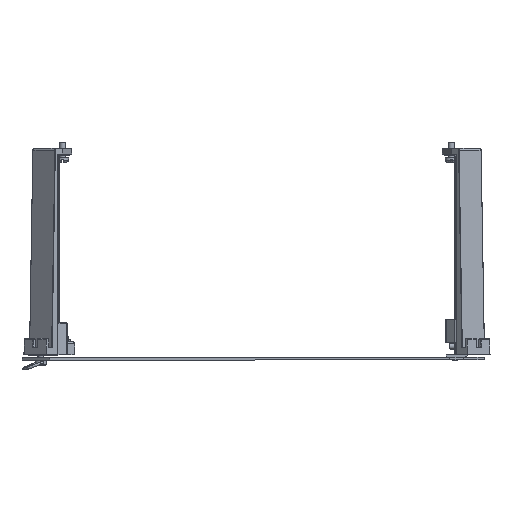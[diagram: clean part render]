
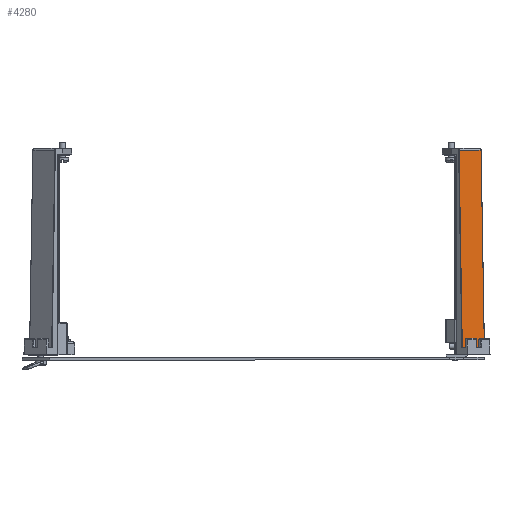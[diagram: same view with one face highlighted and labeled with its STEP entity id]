
A CAD part, front view. The second image highlights one B-rep face of the part: STEP entity #4280.
In plain terms, the highlighted planar face has unit normal (0.707, -0.707, 0.023).
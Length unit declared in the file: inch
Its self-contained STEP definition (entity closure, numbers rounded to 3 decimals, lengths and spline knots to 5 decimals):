
#2502 = CARTESIAN_POINT ( 'NONE',  ( 7.06207, -7.36961, -0.58961 ) ) ;
#2508 = LINE ( 'NONE', #57215, #57860 ) ;
#4280 = ADVANCED_FACE ( 'NONE', ( #5529 ), #62187, .T. ) ;
#5529 = FACE_OUTER_BOUND ( 'NONE', #18267, .T. ) ;
#6856 = DIRECTION ( 'NONE',  ( 0.016, -0.016, -1. ) ) ;
#7508 = CARTESIAN_POINT ( 'NONE',  ( 6.71544, -7.71594, -0.58961 ) ) ;
#9684 = EDGE_CURVE ( 'NONE', #72837, #22391, #72372, .T. ) ;
#10088 = CARTESIAN_POINT ( 'NONE',  ( 6.4707, -8.16426, -6.799 ) ) ;
#11969 = VERTEX_POINT ( 'NONE', #59386 ) ;
#12720 = ORIENTED_EDGE ( 'NONE', *, *, #9684, .T. ) ;
#16752 = VERTEX_POINT ( 'NONE', #2502 ) ;
#18267 = EDGE_LOOP ( 'NONE', ( #76509, #40909, #12720, #82389 ) ) ;
#18954 = DIRECTION ( 'NONE',  ( -0.016, 0.016, 1. ) ) ;
#18971 = CARTESIAN_POINT ( 'NONE',  ( 7.16396, -7.47159, -6.799 ) ) ;
#22391 = VERTEX_POINT ( 'NONE', #18971 ) ;
#24408 = DIRECTION ( 'NONE',  ( 0.707, -0.707, 0.023 ) ) ;
#27627 = LINE ( 'NONE', #7508, #49985 ) ;
#28295 = CARTESIAN_POINT ( 'NONE',  ( 6.81733, -7.81792, -6.799 ) ) ;
#30652 = DIRECTION ( 'NONE',  ( -0.016, 0.016, 1. ) ) ;
#31472 = CARTESIAN_POINT ( 'NONE',  ( 7.06111, -7.36864, -0.531 ) ) ;
#36154 = CARTESIAN_POINT ( 'NONE',  ( 6.71448, -7.71498, -0.531 ) ) ;
#36932 = LINE ( 'NONE', #31472, #63987 ) ;
#39406 = EDGE_CURVE ( 'NONE', #22391, #16752, #36932, .T. ) ;
#40909 = ORIENTED_EDGE ( 'NONE', *, *, #77759, .T. ) ;
#49985 = VECTOR ( 'NONE', #70877, 39.37008 ) ;
#55111 = EDGE_CURVE ( 'NONE', #16752, #11969, #27627, .T. ) ;
#57215 = CARTESIAN_POINT ( 'NONE',  ( 6.36785, -8.06131, -0.531 ) ) ;
#57860 = VECTOR ( 'NONE', #6856, 39.37008 ) ;
#59386 = CARTESIAN_POINT ( 'NONE',  ( 6.36881, -8.06228, -0.58961 ) ) ;
#62187 = PLANE ( 'NONE',  #68795 ) ;
#63987 = VECTOR ( 'NONE', #30652, 39.37008 ) ;
#66090 = DIRECTION ( 'NONE',  ( 0.707, 0.707, 0. ) ) ;
#68795 = AXIS2_PLACEMENT_3D ( 'NONE', #36154, #24408, #18954 ) ;
#70877 = DIRECTION ( 'NONE',  ( -0.707, -0.707, 0. ) ) ;
#72372 = LINE ( 'NONE', #28295, #80014 ) ;
#72837 = VERTEX_POINT ( 'NONE', #10088 ) ;
#76509 = ORIENTED_EDGE ( 'NONE', *, *, #55111, .T. ) ;
#77759 = EDGE_CURVE ( 'NONE', #11969, #72837, #2508, .T. ) ;
#80014 = VECTOR ( 'NONE', #66090, 39.37008 ) ;
#82389 = ORIENTED_EDGE ( 'NONE', *, *, #39406, .T. ) ;
